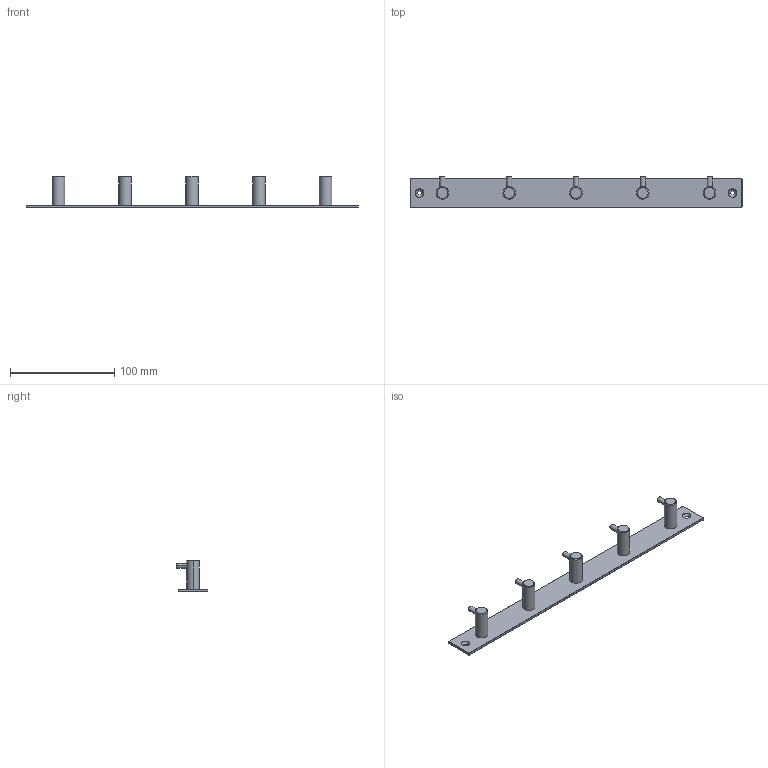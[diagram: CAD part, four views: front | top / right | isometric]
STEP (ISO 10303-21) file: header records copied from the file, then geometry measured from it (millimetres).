
FILE_DESCRIPTION(('Creo Elements/Direct Modeling STEP Export'),'2;1');
FILE_NAME('2578-318.stp','2022-10-13T 8:54:00',(''),(''),'Creo Elements/Direct Modeling STEP processor for AP214 (Solid Model)','Creo Elements/Direct Modeling 20.0 12-Nov-2016 (C) Parametric Technology GmbH','');
FILE_SCHEMA(('AUTOMOTIVE_DESIGN { 1 0 10303 214 1 1 1 1 }'));
Length unit declared in the file: millimetre
Products named in the file (7): Schraube_M_4x10_DIN_965.1; Hakenkoerper; Hakenstift; FE-11561; Haken_gesamt; FE-11839; FE-11840
Assembly tree (10 placements, depth 4):
  FE-11840
    FE-11839
    Haken_gesamt  x5
      FE-11561
        Hakenstift
        Hakenkoerper
      Schraube_M_4x10_DIN_965.1
Bounding box: 318 x 30 x 30.5 mm (x, y, z)
Volume: 38334.8 mm3; surface area: 29772.8 mm2
Topology: 16 solids, 16 shells, 314 faces, 684 edges, 417 vertices
Faces by surface type: plane 116, cylinder 116, cone 74, torus 8
Entity records: 3302 total; most frequent: CARTESIAN_POINT 811, DIRECTION 478, ORIENTED_EDGE 476, EDGE_CURVE 238, AXIS2_PLACEMENT_3D 186, VERTEX_POINT 145, EDGE_LOOP 125, FACE_OUTER_BOUND 106
